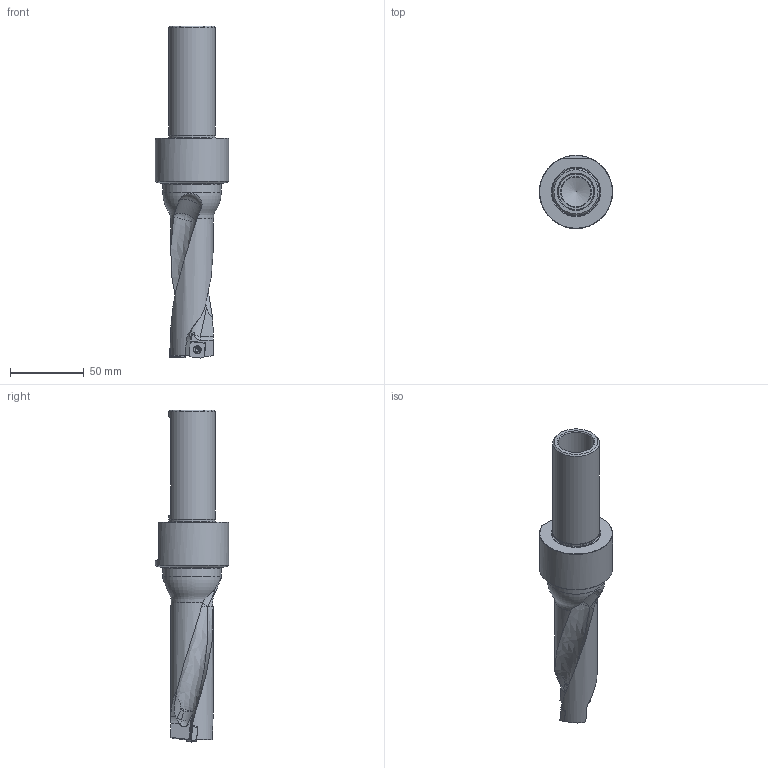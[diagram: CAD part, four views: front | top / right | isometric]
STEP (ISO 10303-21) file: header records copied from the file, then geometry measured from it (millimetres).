
FILE_DESCRIPTION(/* description */ (''),/* implementation_level */ '2;1');
FILE_NAME(/* name */ 'toolassembly_1.stp',/* time_stamp */ '2020-07-08T14:21:26+02:00',/* author */ (''),/* organization */ ('SMS'),/* preprocessor_version */ 'ST-DEVELOPER v16.7',/* originating_system */ 'SIEMENS PLM Software NX 12.0',/* authorisation */ '');
FILE_SCHEMA (('AUTOMOTIVE_DESIGN { 1 0 10303 214 3 1 1 1 }'));
Length unit declared in the file: millimetre
Products named in the file (5): CUT_20200708141753; CUT_20200708141751; NOCUT_20200708141742; ASSEMBLY_CONSTRUCTION; TOOLASSEMBLY_1
Assembly tree (4 placements, depth 2):
  TOOLASSEMBLY_1
    ASSEMBLY_CONSTRUCTION
    NOCUT_20200708141742
    CUT_20200708141751
    CUT_20200708141753
Bounding box: 49.45 x 49.45 x 224.39 mm (x, y, z)
Volume: 151602.1 mm3; surface area: 32190.2 mm2
Topology: 3 solids, 4 shells, 253 faces, 672 edges, 433 vertices
Faces by surface type: plane 96, cylinder 62, cone 28, extrusion 24, bspline 21, torus 12, sphere 9, revolution 1
Full cylindrical faces by diameter (mm): 3 x2, 4 x2, 4.8 x2, 14.08 x1, 20 x1, 21 x1, 24.15 x1, 31.242 x1, 31.742 x1, 39.5 x1, 49.45 x1
Entity records: 11311 total; most frequent: CARTESIAN_POINT 5247, ORIENTED_EDGE 1198, DIRECTION 1190, EDGE_CURVE 599, AXIS2_PLACEMENT_3D 470, VERTEX_POINT 406, EDGE_LOOP 304, ADVANCED_FACE 253
